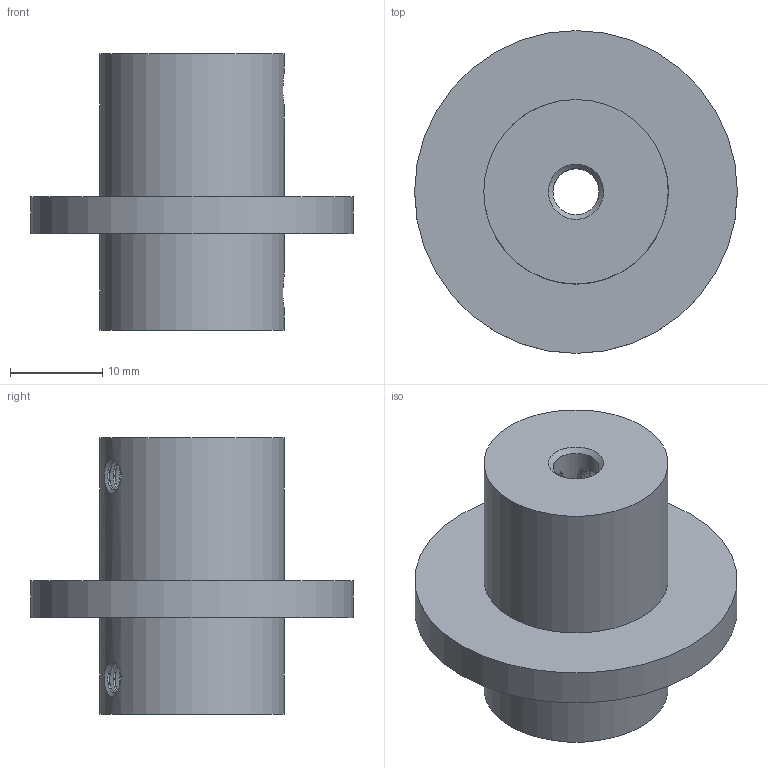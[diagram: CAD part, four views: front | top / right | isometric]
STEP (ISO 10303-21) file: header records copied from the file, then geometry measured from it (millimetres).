
FILE_DESCRIPTION(/* description */ (''),/* implementation_level */ '2;1');
FILE_NAME(/* name */ 'P0005_OB_200326.step',/* time_stamp */ '2020-03-29T16:21:52+02:00',/* author */ (''),/* organization */ (''),/* preprocessor_version */ 'ST-DEVELOPER v18',/* originating_system */ 'Autodesk Translation Framework v8.12.0.6',/* authorisation */ '');
FILE_SCHEMA (('AUTOMOTIVE_DESIGN { 1 0 10303 214 3 1 1 }'));
Length unit declared in the file: millimetre
Products named in the file (1): P0005_OB_200326
Bounding box: 35 x 35 x 30 mm (x, y, z)
Volume: 10297.6 mm3; surface area: 5078.7 mm2
Topology: 1 solids, 1 shells, 130 faces, 373 edges, 246 vertices
Faces by surface type: cylinder 99, bspline 17, plane 12, cone 2
Full cylindrical faces by diameter (mm): 3.332 x36, 4.109 x34, 5 x1, 10 x1, 20 x2, 35 x1
Entity records: 9091 total; most frequent: CARTESIAN_POINT 6196, ORIENTED_EDGE 746, EDGE_CURVE 373, DIRECTION 354, B_SPLINE_CURVE_WITH_KNOTS 263, VERTEX_POINT 246, EDGE_LOOP 141, FACE_OUTER_BOUND 130
